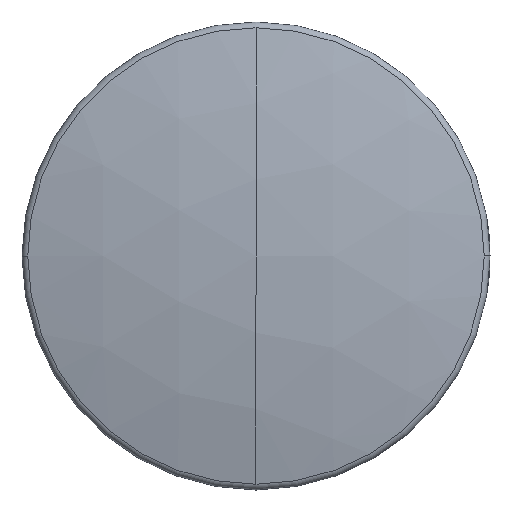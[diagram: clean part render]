
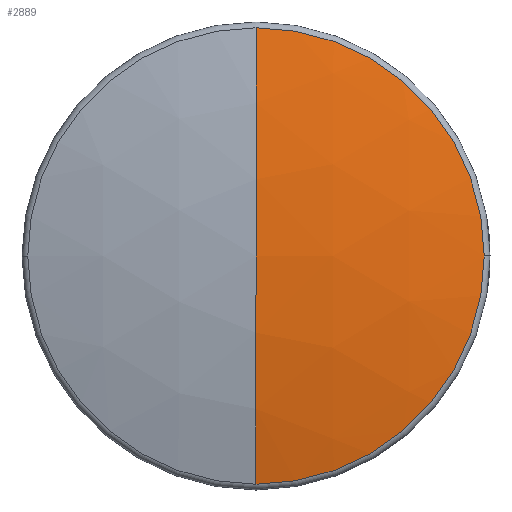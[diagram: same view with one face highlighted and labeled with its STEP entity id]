
A CAD part, left-side view. The second image highlights one B-rep face of the part: STEP entity #2889.
In plain terms, the highlighted spherical face has radius 105.667 mm.
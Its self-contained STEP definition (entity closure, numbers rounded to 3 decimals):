
#18 = DIRECTION ( 'NONE',  ( -1., 0., 0. ) ) ;
#318 = CIRCLE ( 'NONE', #2009, 105.667 ) ;
#484 = FACE_OUTER_BOUND ( 'NONE', #800, .T. ) ;
#627 = CARTESIAN_POINT ( 'NONE',  ( 105.667, 0., 0. ) ) ;
#796 = VERTEX_POINT ( 'NONE', #3225 ) ;
#800 = EDGE_LOOP ( 'NONE', ( #3530, #1504, #1232, #2484 ) ) ;
#938 = CARTESIAN_POINT ( 'NONE',  ( 2.852, 24.385, 0. ) ) ;
#1048 = AXIS2_PLACEMENT_3D ( 'NONE', #3247, #18, #3576 ) ;
#1232 = ORIENTED_EDGE ( 'NONE', *, *, #2262, .T. ) ;
#1405 = CARTESIAN_POINT ( 'NONE',  ( 2.852, -24.385, 0. ) ) ;
#1466 = AXIS2_PLACEMENT_3D ( 'NONE', #3415, #1779, #2123 ) ;
#1483 = VERTEX_POINT ( 'NONE', #1844 ) ;
#1504 = ORIENTED_EDGE ( 'NONE', *, *, #1682, .T. ) ;
#1519 = DIRECTION ( 'NONE',  ( 0., 0., 1. ) ) ;
#1682 = EDGE_CURVE ( 'NONE', #796, #3962, #3243, .T. ) ;
#1700 = CARTESIAN_POINT ( 'NONE',  ( 105.667, 0., 0. ) ) ;
#1744 = SPHERICAL_SURFACE ( 'NONE', #1466, 105.667 ) ;
#1769 = DIRECTION ( 'NONE',  ( -1., 0., 0. ) ) ;
#1779 = DIRECTION ( 'NONE',  ( 0., 0., 1. ) ) ;
#1844 = CARTESIAN_POINT ( 'NONE',  ( 2.852, 0., 24.385 ) ) ;
#1933 = DIRECTION ( 'NONE',  ( 0., 1., 0. ) ) ;
#1941 = CIRCLE ( 'NONE', #1048, 24.385 ) ;
#1973 = VERTEX_POINT ( 'NONE', #938 ) ;
#1987 = DIRECTION ( 'NONE',  ( 0., 0., -1. ) ) ;
#2009 = AXIS2_PLACEMENT_3D ( 'NONE', #627, #1987, #1933 ) ;
#2123 = DIRECTION ( 'NONE',  ( 0., 1., 0. ) ) ;
#2262 = EDGE_CURVE ( 'NONE', #3962, #1483, #1941, .T. ) ;
#2429 = CARTESIAN_POINT ( 'NONE',  ( 2.852, 0., 0. ) ) ;
#2484 = ORIENTED_EDGE ( 'NONE', *, *, #2578, .T. ) ;
#2487 = AXIS2_PLACEMENT_3D ( 'NONE', #1700, #1519, #2826 ) ;
#2578 = EDGE_CURVE ( 'NONE', #1483, #1973, #2823, .T. ) ;
#2823 = CIRCLE ( 'NONE', #4060, 24.385 ) ;
#2826 = DIRECTION ( 'NONE',  ( 0., -1., 0. ) ) ;
#2889 = ADVANCED_FACE ( 'NONE', ( #484 ), #1744, .T. ) ;
#3099 = EDGE_CURVE ( 'NONE', #796, #1973, #318, .T. ) ;
#3106 = DIRECTION ( 'NONE',  ( 0., 0., -1. ) ) ;
#3225 = CARTESIAN_POINT ( 'NONE',  ( 0., 0., 0. ) ) ;
#3243 = CIRCLE ( 'NONE', #2487, 105.667 ) ;
#3247 = CARTESIAN_POINT ( 'NONE',  ( 2.852, 0., 0. ) ) ;
#3415 = CARTESIAN_POINT ( 'NONE',  ( 105.667, 0., 0. ) ) ;
#3530 = ORIENTED_EDGE ( 'NONE', *, *, #3099, .F. ) ;
#3576 = DIRECTION ( 'NONE',  ( 0., 0., -1. ) ) ;
#3962 = VERTEX_POINT ( 'NONE', #1405 ) ;
#4060 = AXIS2_PLACEMENT_3D ( 'NONE', #2429, #1769, #3106 ) ;
